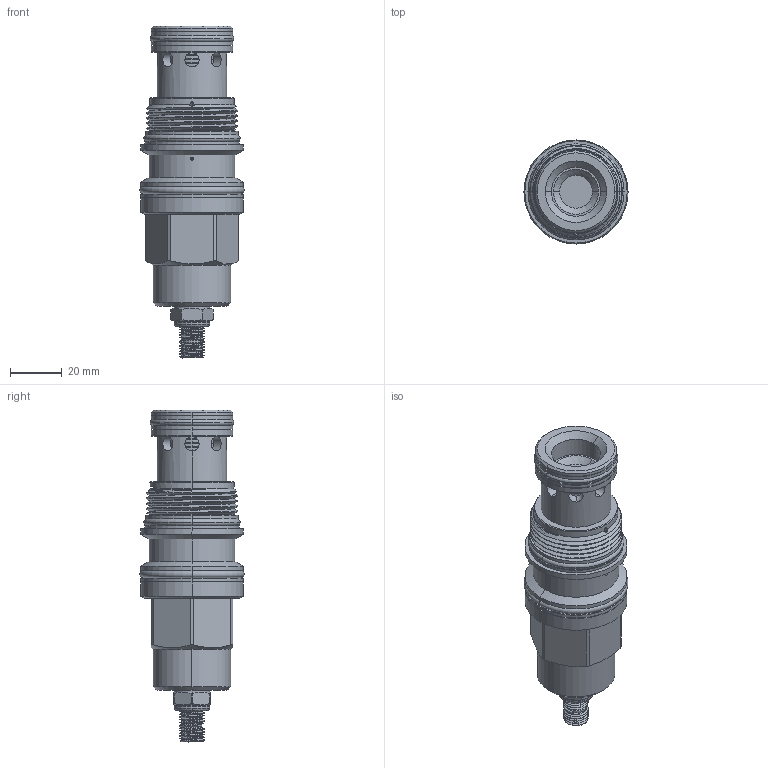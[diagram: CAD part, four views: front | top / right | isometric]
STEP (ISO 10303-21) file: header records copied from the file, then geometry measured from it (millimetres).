
FILE_DESCRIPTION (( 'STEP AP203' ), '1' );
FILE_NAME ('RV17A3B-L.STEP', '2020-03-24T06:40:43', ( '' ), ( '' ), 'SwSTEP 2.0', 'SolidWorks 2018', '' );
FILE_SCHEMA (( 'CONFIG_CONTROL_DESIGN' ));
Length unit declared in the file: millimetre
Products named in the file (1): RV17A3B-L
Bounding box: 40.39 x 40.39 x 128.8 mm (x, y, z)
Volume: 90289.5 mm3; surface area: 23523 mm2
Topology: 7 solids, 7 shells, 350 faces, 918 edges, 558 vertices
Faces by surface type: cylinder 193, plane 72, torus 39, cone 37, bspline 9
Entity records: 19092 total; most frequent: CARTESIAN_POINT 10725, ORIENTED_EDGE 1832, DIRECTION 1688, EDGE_CURVE 916, AXIS2_PLACEMENT_3D 721, VERTEX_POINT 558, EDGE_LOOP 386, CIRCLE 379
